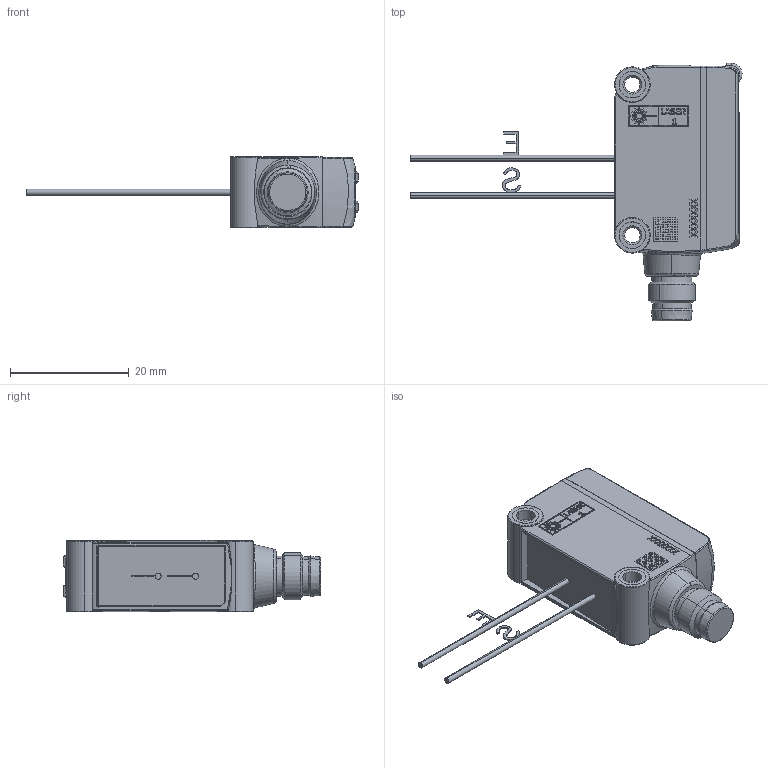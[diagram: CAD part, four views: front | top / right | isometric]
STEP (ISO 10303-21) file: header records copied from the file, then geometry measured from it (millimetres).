
FILE_DESCRIPTION (( 'STEP AP214' ), '1' );
FILE_NAME ('GL6L-#32##-S304187.STEP', '2022-07-26T20:58:10', ( '' ), ( '' ), 'SwSTEP 2.0', 'SolidWorks 2019', '' );
FILE_SCHEMA (( 'AUTOMOTIVE_DESIGN' ));
Length unit declared in the file: millimetre
Products named in the file (2): GL6L-#32##-S304187; 3D-MARKETING_MODEL_GL6L-XXX2XX_S304140
Assembly tree (1 placements, depth 2):
  GL6L-#32##-S304187
    3D-MARKETING_MODEL_GL6L-XXX2XX_S304140
Bounding box: 55.99 x 43.4 x 12.09 mm (x, y, z)
Volume: 7986.9 mm3; surface area: 3432.2 mm2
Topology: 5 solids, 5 shells, 1221 faces, 3297 edges, 2138 vertices
Faces by surface type: plane 710, bspline 204, cylinder 192, cone 52, torus 32, sphere 31
Entity records: 49821 total; most frequent: CARTESIAN_POINT 14703, ORIENTED_EDGE 6542, DIRECTION 5166, EDGE_CURVE 3271, VECTOR 2244, LINE 2244, VERTEX_POINT 2138, AXIS2_PLACEMENT_3D 1461
